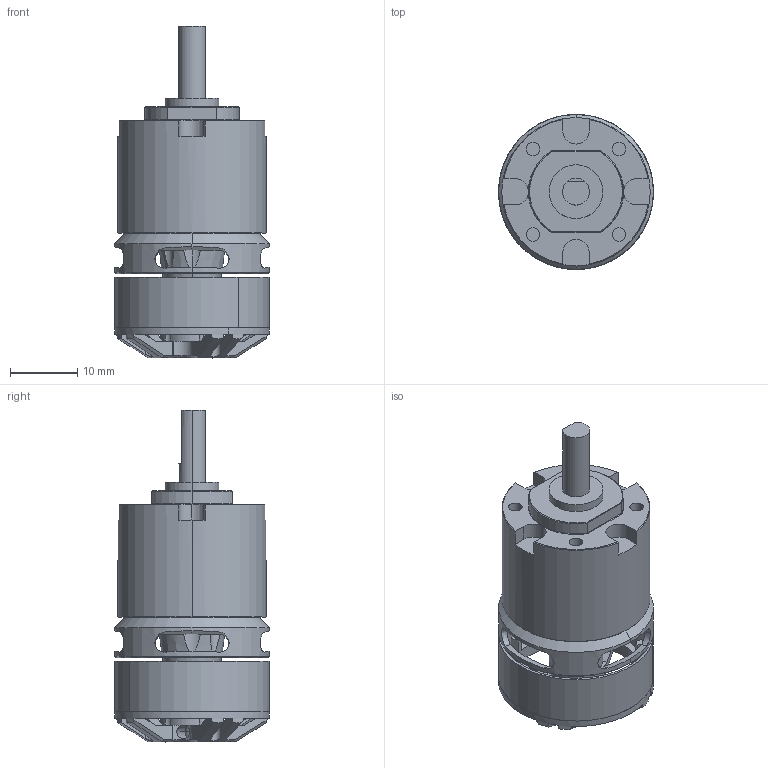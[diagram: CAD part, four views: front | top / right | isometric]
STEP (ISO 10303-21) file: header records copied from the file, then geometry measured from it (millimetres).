
FILE_DESCRIPTION (( 'STEP AP214' ), '1' );
FILE_NAME ('RR-Brushless-Planetary.STEP', '2019-12-07T00:58:45', ( '' ), ( '' ), 'SwSTEP 2.0', 'SolidWorks 2017', '' );
FILE_SCHEMA (( 'AUTOMOTIVE_DESIGN' ));
Length unit declared in the file: millimetre
Products named in the file (9): Bell_Top; Base; Shaft; Bearing; RR-1806; RR-Brushless-Planetary; Bell_Ring; Bell; Gearbox
Assembly tree (9 placements, depth 4):
  RR-Brushless-Planetary
    Gearbox
    RR-1806
      Base
      Bearing  x2
      Shaft
      Bell
        Bell_Top
        Bell_Ring
Bounding box: 23 x 23 x 49.3 mm (x, y, z)
Volume: 8847.2 mm3; surface area: 7083.4 mm2
Topology: 7 solids, 7 shells, 375 faces, 1018 edges, 648 vertices
Faces by surface type: plane 159, cylinder 123, cone 70, bspline 16, torus 7
Entity records: 15645 total; most frequent: CARTESIAN_POINT 4393, ORIENTED_EDGE 1980, DIRECTION 1745, EDGE_CURVE 990, AXIS2_PLACEMENT_3D 664, VERTEX_POINT 632, LINE 417, VECTOR 417
